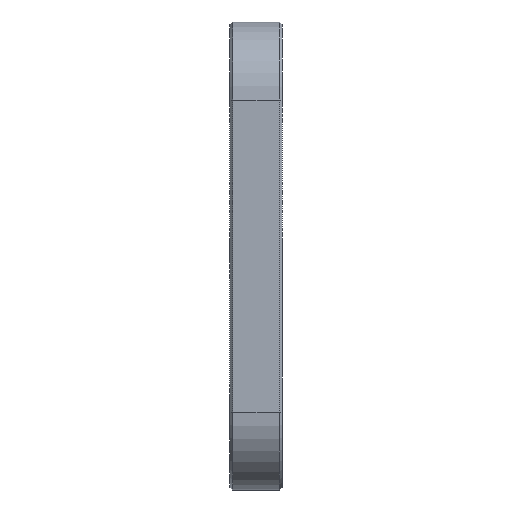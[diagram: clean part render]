
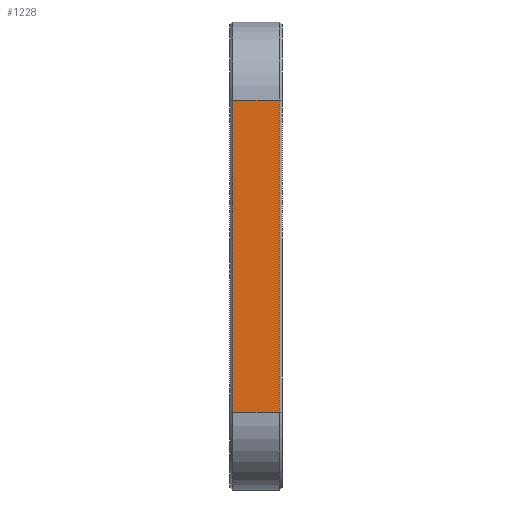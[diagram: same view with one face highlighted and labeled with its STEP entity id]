
A CAD part, left-side view. The second image highlights one B-rep face of the part: STEP entity #1228.
In plain terms, the highlighted planar face has unit normal (-1, 0, 0).
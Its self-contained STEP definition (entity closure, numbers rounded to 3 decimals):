
#210 = ORIENTED_EDGE ( 'NONE', *, *, #2042, .T. ) ;
#986 = LINE ( 'NONE', #7915, #7881 ) ;
#1191 = CARTESIAN_POINT ( 'NONE',  ( -69., 9.5, -30. ) ) ;
#1228 = ADVANCED_FACE ( 'NONE', ( #3976 ), #4639, .F. ) ;
#1272 = LINE ( 'NONE', #4333, #6029 ) ;
#1652 = VERTEX_POINT ( 'NONE', #1191 ) ;
#1995 = ORIENTED_EDGE ( 'NONE', *, *, #2970, .T. ) ;
#2042 = EDGE_CURVE ( 'NONE', #6022, #7709, #986, .T. ) ;
#2281 = VECTOR ( 'NONE', #6860, 1000. ) ;
#2284 = CARTESIAN_POINT ( 'NONE',  ( -69., 10., 30. ) ) ;
#2970 = EDGE_CURVE ( 'NONE', #7709, #5455, #5451, .T. ) ;
#3317 = VECTOR ( 'NONE', #8469, 1000. ) ;
#3976 = FACE_OUTER_BOUND ( 'NONE', #4174, .T. ) ;
#3993 = DIRECTION ( 'NONE',  ( 0., 0., 1. ) ) ;
#4174 = EDGE_LOOP ( 'NONE', ( #1995, #6303, #5472, #210 ) ) ;
#4333 = CARTESIAN_POINT ( 'NONE',  ( -69., 10., -30. ) ) ;
#4424 = LINE ( 'NONE', #9872, #2281 ) ;
#4639 = PLANE ( 'NONE',  #5585 ) ;
#5348 = CARTESIAN_POINT ( 'NONE',  ( -69., 10., 45. ) ) ;
#5451 = LINE ( 'NONE', #2284, #3317 ) ;
#5455 = VERTEX_POINT ( 'NONE', #5528 ) ;
#5472 = ORIENTED_EDGE ( 'NONE', *, *, #9015, .T. ) ;
#5528 = CARTESIAN_POINT ( 'NONE',  ( -69., 9.5, 30. ) ) ;
#5585 = AXIS2_PLACEMENT_3D ( 'NONE', #5348, #8624, #9237 ) ;
#5638 = CARTESIAN_POINT ( 'NONE',  ( -69., 0.5, 30. ) ) ;
#6022 = VERTEX_POINT ( 'NONE', #6922 ) ;
#6029 = VECTOR ( 'NONE', #6657, 1000. ) ;
#6303 = ORIENTED_EDGE ( 'NONE', *, *, #8333, .T. ) ;
#6657 = DIRECTION ( 'NONE',  ( 0., -1., 0. ) ) ;
#6860 = DIRECTION ( 'NONE',  ( 0., 0., -1. ) ) ;
#6922 = CARTESIAN_POINT ( 'NONE',  ( -69., 0.5, -30. ) ) ;
#7709 = VERTEX_POINT ( 'NONE', #5638 ) ;
#7881 = VECTOR ( 'NONE', #3993, 1000. ) ;
#7915 = CARTESIAN_POINT ( 'NONE',  ( -69., 0.5, 30. ) ) ;
#8333 = EDGE_CURVE ( 'NONE', #5455, #1652, #4424, .T. ) ;
#8469 = DIRECTION ( 'NONE',  ( 0., 1., 0. ) ) ;
#8624 = DIRECTION ( 'NONE',  ( 1., 0., 0. ) ) ;
#9015 = EDGE_CURVE ( 'NONE', #1652, #6022, #1272, .T. ) ;
#9237 = DIRECTION ( 'NONE',  ( 0., 0., -1. ) ) ;
#9872 = CARTESIAN_POINT ( 'NONE',  ( -69., 9.5, 45. ) ) ;
